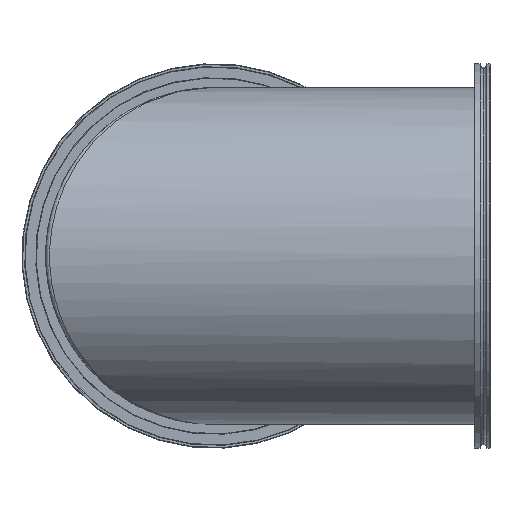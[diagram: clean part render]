
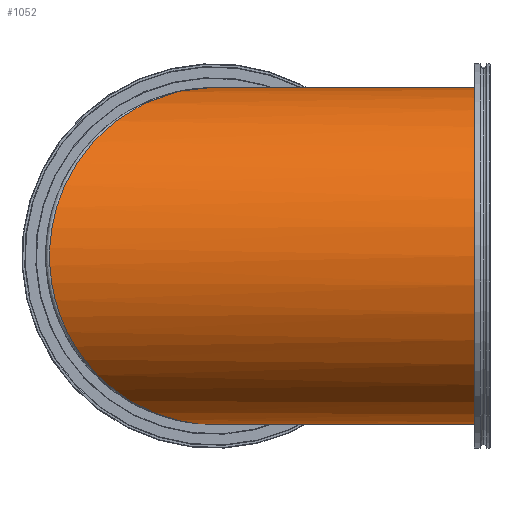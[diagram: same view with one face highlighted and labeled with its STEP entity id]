
A CAD part, left-side view. The second image highlights one B-rep face of the part: STEP entity #1052.
In plain terms, the highlighted cylindrical face has radius 127 mm (diameter 254 mm), a partial arc.
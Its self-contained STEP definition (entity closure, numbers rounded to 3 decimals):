
#30 = ORIENTED_EDGE ( 'NONE', *, *, #1084, .F. ) ;
#44 =( BOUNDED_CURVE ( )  B_SPLINE_CURVE ( 3, ( #1066, #1743, #966, #1471 ),
 .UNSPECIFIED., .F., .T. ) 
 B_SPLINE_CURVE_WITH_KNOTS ( ( 4, 4 ),
 ( 4.712, 7.854 ),
 .UNSPECIFIED. ) 
 CURVE ( )  GEOMETRIC_REPRESENTATION_ITEM ( )  RATIONAL_B_SPLINE_CURVE ( ( 1., 0.333, 0.333, 1. ) ) 
 REPRESENTATION_ITEM ( '' )  );
#73 = EDGE_CURVE ( 'NONE', #1060, #1417, #1354, .T. ) ;
#80 = VERTEX_POINT ( 'NONE', #1232 ) ;
#90 = ORIENTED_EDGE ( 'NONE', *, *, #73, .T. ) ;
#105 = CARTESIAN_POINT ( 'NONE',  ( 0., 201.5, 127. ) ) ;
#215 = CARTESIAN_POINT ( 'NONE',  ( 0., 0., -127. ) ) ;
#227 = ORIENTED_EDGE ( 'NONE', *, *, #1579, .T. ) ;
#254 = EDGE_CURVE ( 'NONE', #1417, #266, #1506, .T. ) ;
#262 = ORIENTED_EDGE ( 'NONE', *, *, #254, .T. ) ;
#266 = VERTEX_POINT ( 'NONE', #105 ) ;
#356 = CARTESIAN_POINT ( 'NONE',  ( 0., 0., 127. ) ) ;
#468 = VECTOR ( 'NONE', #1770, 1000. ) ;
#530 = DIRECTION ( 'NONE',  ( 0., 0., 1. ) ) ;
#535 = DIRECTION ( 'NONE',  ( 0., 1., 0. ) ) ;
#655 = CARTESIAN_POINT ( 'NONE',  ( 0., 0., 0. ) ) ;
#758 = AXIS2_PLACEMENT_3D ( 'NONE', #1067, #977, #530 ) ;
#837 = VECTOR ( 'NONE', #1515, 1000. ) ;
#966 = CARTESIAN_POINT ( 'NONE',  ( -254., 449.5, -127. ) ) ;
#967 = CARTESIAN_POINT ( 'NONE',  ( 0., 0., 127. ) ) ;
#977 = DIRECTION ( 'NONE',  ( 0., 1., 0. ) ) ;
#1052 = ADVANCED_FACE ( 'NONE', ( #1718 ), #1247, .T. ) ;
#1060 = VERTEX_POINT ( 'NONE', #215 ) ;
#1066 = CARTESIAN_POINT ( 'NONE',  ( 0., 201.5, 127. ) ) ;
#1067 = CARTESIAN_POINT ( 'NONE',  ( 0., 0., 0. ) ) ;
#1084 = EDGE_CURVE ( 'NONE', #1060, #80, #1259, .T. ) ;
#1125 = CARTESIAN_POINT ( 'NONE',  ( 0., 0., -127. ) ) ;
#1232 = CARTESIAN_POINT ( 'NONE',  ( 0., 201.5, -127. ) ) ;
#1247 = CYLINDRICAL_SURFACE ( 'NONE', #758, 127. ) ;
#1259 = LINE ( 'NONE', #1125, #468 ) ;
#1354 = CIRCLE ( 'NONE', #1457, 127. ) ;
#1417 = VERTEX_POINT ( 'NONE', #356 ) ;
#1457 = AXIS2_PLACEMENT_3D ( 'NONE', #655, #535, #1763 ) ;
#1471 = CARTESIAN_POINT ( 'NONE',  ( 0., 201.5, -127. ) ) ;
#1506 = LINE ( 'NONE', #967, #837 ) ;
#1515 = DIRECTION ( 'NONE',  ( 0., 1., 0. ) ) ;
#1579 = EDGE_CURVE ( 'NONE', #266, #80, #44, .T. ) ;
#1623 = EDGE_LOOP ( 'NONE', ( #30, #90, #262, #227 ) ) ;
#1718 = FACE_OUTER_BOUND ( 'NONE', #1623, .T. ) ;
#1743 = CARTESIAN_POINT ( 'NONE',  ( -254., 449.5, 127. ) ) ;
#1763 = DIRECTION ( 'NONE',  ( 0., 0., 1. ) ) ;
#1770 = DIRECTION ( 'NONE',  ( 0., 1., 0. ) ) ;
